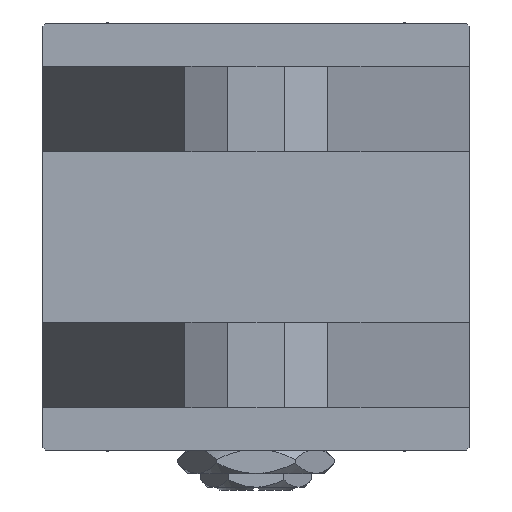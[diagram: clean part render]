
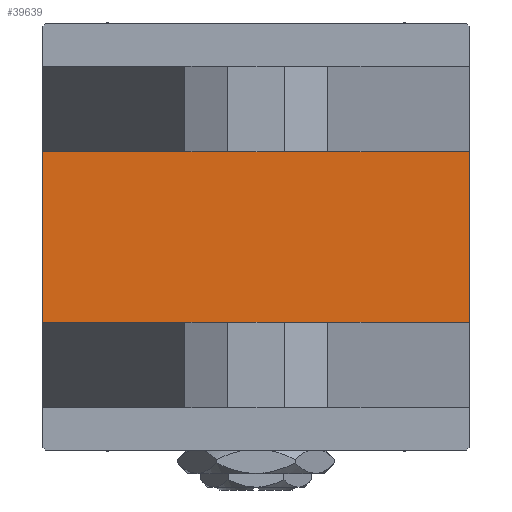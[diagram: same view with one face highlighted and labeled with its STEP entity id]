
A CAD part, left-side view. The second image highlights one B-rep face of the part: STEP entity #39639.
In plain terms, the highlighted planar face has unit normal (-1, 0, 0).
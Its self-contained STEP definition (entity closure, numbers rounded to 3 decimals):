
#656 = CARTESIAN_POINT ( 'NONE',  ( 0., -15., 37.5 ) ) ;
#661 = LINE ( 'NONE', #39250, #39009 ) ;
#1846 = VERTEX_POINT ( 'NONE', #39698 ) ;
#2331 = CARTESIAN_POINT ( 'NONE',  ( 0., -15., -37.5 ) ) ;
#2566 = FACE_OUTER_BOUND ( 'NONE', #42850, .T. ) ;
#5956 = PLANE ( 'NONE',  #22943 ) ;
#7183 = DIRECTION ( 'NONE',  ( 0., -1., 0. ) ) ;
#8995 = VERTEX_POINT ( 'NONE', #40841 ) ;
#9893 = VECTOR ( 'NONE', #48391, 1000. ) ;
#10374 = EDGE_CURVE ( 'NONE', #14739, #8995, #42669, .T. ) ;
#11605 = LINE ( 'NONE', #656, #9893 ) ;
#12544 = EDGE_CURVE ( 'NONE', #1846, #40262, #661, .T. ) ;
#14657 = CARTESIAN_POINT ( 'NONE',  ( 0., 15., 37.5 ) ) ;
#14739 = VERTEX_POINT ( 'NONE', #31946 ) ;
#18925 = CARTESIAN_POINT ( 'NONE',  ( 0., 37.5, 37.5 ) ) ;
#20108 = EDGE_CURVE ( 'NONE', #8995, #40262, #11605, .T. ) ;
#22943 = AXIS2_PLACEMENT_3D ( 'NONE', #26290, #50307, #37772 ) ;
#23488 = ORIENTED_EDGE ( 'NONE', *, *, #12544, .T. ) ;
#26275 = ORIENTED_EDGE ( 'NONE', *, *, #20108, .F. ) ;
#26290 = CARTESIAN_POINT ( 'NONE',  ( 0., 0., 0. ) ) ;
#30554 = DIRECTION ( 'NONE',  ( 0., 0., -1. ) ) ;
#31946 = CARTESIAN_POINT ( 'NONE',  ( 0., 15., 37.5 ) ) ;
#32396 = VECTOR ( 'NONE', #7183, 1000. ) ;
#37772 = DIRECTION ( 'NONE',  ( 0., 0., 1. ) ) ;
#39009 = VECTOR ( 'NONE', #51537, 1000. ) ;
#39250 = CARTESIAN_POINT ( 'NONE',  ( 0., 37.5, -37.5 ) ) ;
#39639 = ADVANCED_FACE ( 'NONE', ( #2566 ), #5956, .T. ) ;
#39698 = CARTESIAN_POINT ( 'NONE',  ( 0., 15., -37.5 ) ) ;
#40262 = VERTEX_POINT ( 'NONE', #2331 ) ;
#40841 = CARTESIAN_POINT ( 'NONE',  ( 0., -15., 37.5 ) ) ;
#42669 = LINE ( 'NONE', #18925, #32396 ) ;
#42850 = EDGE_LOOP ( 'NONE', ( #23488, #26275, #48873, #43216 ) ) ;
#43216 = ORIENTED_EDGE ( 'NONE', *, *, #49185, .T. ) ;
#44645 = VECTOR ( 'NONE', #30554, 1000. ) ;
#48391 = DIRECTION ( 'NONE',  ( 0., 0., -1. ) ) ;
#48873 = ORIENTED_EDGE ( 'NONE', *, *, #10374, .F. ) ;
#49185 = EDGE_CURVE ( 'NONE', #14739, #1846, #50413, .T. ) ;
#50307 = DIRECTION ( 'NONE',  ( -1., 0., 0. ) ) ;
#50413 = LINE ( 'NONE', #14657, #44645 ) ;
#51537 = DIRECTION ( 'NONE',  ( 0., -1., 0. ) ) ;
